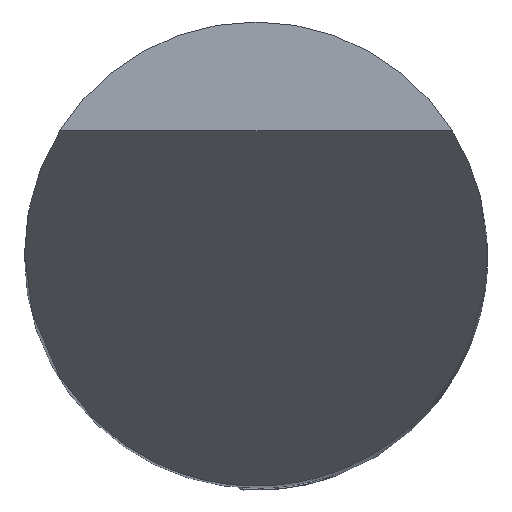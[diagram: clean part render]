
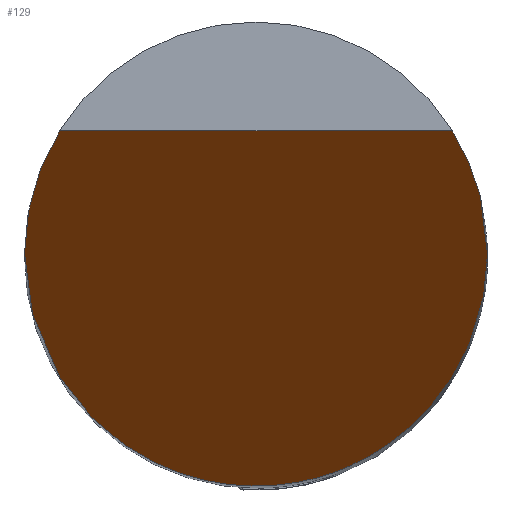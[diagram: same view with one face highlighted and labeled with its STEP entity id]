
A CAD part, top view. The second image highlights one B-rep face of the part: STEP entity #129.
In plain terms, the highlighted planar face has unit normal (0, -0.866, 0.5).
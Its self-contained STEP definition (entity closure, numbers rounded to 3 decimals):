
#129=ADVANCED_FACE('',(#203),#159,.F.);
#159=PLANE('',#969);
#203=FACE_OUTER_BOUND('',#252,.T.);
#252=EDGE_LOOP('',(#479,#480,#481,#482));
#479=ORIENTED_EDGE('',*,*,#683,.T.);
#480=ORIENTED_EDGE('',*,*,#702,.T.);
#481=ORIENTED_EDGE('',*,*,#685,.T.);
#482=ORIENTED_EDGE('',*,*,#726,.T.);
#580=VERTEX_POINT('',#1518);
#581=VERTEX_POINT('',#1523);
#582=VERTEX_POINT('',#1525);
#583=VERTEX_POINT('',#1530);
#683=EDGE_CURVE('',#581,#580,#874,.T.);
#685=EDGE_CURVE('',#583,#582,#875,.T.);
#702=EDGE_CURVE('',#580,#583,#879,.T.);
#726=EDGE_CURVE('',#582,#581,#795,.T.);
#795=LINE('',#1708,#860);
#860=VECTOR('',#1158,1.);
#874=(
BOUNDED_CURVE()
B_SPLINE_CURVE(3,(#1519,#1520,#1521,#1522),.UNSPECIFIED.,.F.,.F.)
B_SPLINE_CURVE_WITH_KNOTS((4,4),(0.,1.),.UNSPECIFIED.)
CURVE()
GEOMETRIC_REPRESENTATION_ITEM()
RATIONAL_B_SPLINE_CURVE((1.,0.974,0.974,1.))
REPRESENTATION_ITEM('')
);
#875=(
BOUNDED_CURVE()
B_SPLINE_CURVE(3,(#1526,#1527,#1528,#1529),.UNSPECIFIED.,.F.,.F.)
B_SPLINE_CURVE_WITH_KNOTS((4,4),(0.,1.),.UNSPECIFIED.)
CURVE()
GEOMETRIC_REPRESENTATION_ITEM()
RATIONAL_B_SPLINE_CURVE((1.,0.974,0.974,1.))
REPRESENTATION_ITEM('')
);
#879=(
BOUNDED_CURVE()
B_SPLINE_CURVE(3,(#1622,#1623,#1624,#1625),.UNSPECIFIED.,.F.,.F.)
B_SPLINE_CURVE_WITH_KNOTS((4,4),(0.,1.),.UNSPECIFIED.)
CURVE()
GEOMETRIC_REPRESENTATION_ITEM()
RATIONAL_B_SPLINE_CURVE((1.,0.333,0.333,1.))
REPRESENTATION_ITEM('')
);
#969=AXIS2_PLACEMENT_3D('',#1710,#1161,#1162);
#1158=DIRECTION('',(-1.,0.,0.));
#1161=DIRECTION('',(0.,0.866,-0.5));
#1162=DIRECTION('',(0.,0.5,0.866));
#1518=CARTESIAN_POINT('',(-3.,0.,0.));
#1519=CARTESIAN_POINT('',(-2.545,1.588,2.75));
#1520=CARTESIAN_POINT('',(-2.844,1.108,1.92));
#1521=CARTESIAN_POINT('',(-3.,0.565,0.979));
#1522=CARTESIAN_POINT('',(-3.,0.,0.));
#1523=CARTESIAN_POINT('',(-2.545,1.588,2.75));
#1525=CARTESIAN_POINT('',(2.545,1.588,2.75));
#1526=CARTESIAN_POINT('',(3.,0.,0.));
#1527=CARTESIAN_POINT('',(3.,0.565,0.979));
#1528=CARTESIAN_POINT('',(2.844,1.108,1.92));
#1529=CARTESIAN_POINT('',(2.545,1.588,2.75));
#1530=CARTESIAN_POINT('',(3.,0.,0.));
#1622=CARTESIAN_POINT('',(-3.,0.,0.));
#1623=CARTESIAN_POINT('',(-3.,-6.,-10.392));
#1624=CARTESIAN_POINT('',(3.,-6.,-10.392));
#1625=CARTESIAN_POINT('',(3.,0.,0.));
#1708=CARTESIAN_POINT('',(0.,1.588,2.75));
#1710=CARTESIAN_POINT('',(3.,-3.,-5.196));
